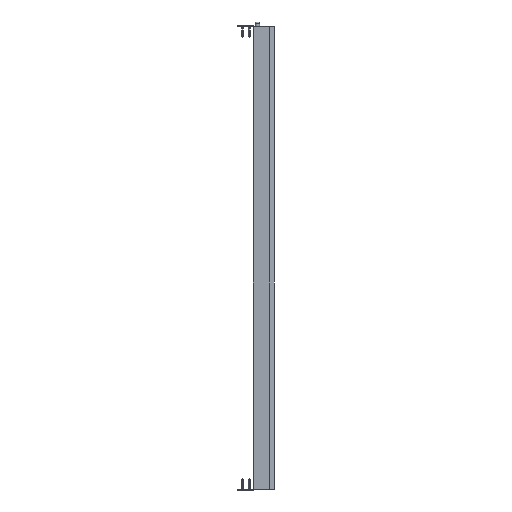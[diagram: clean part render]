
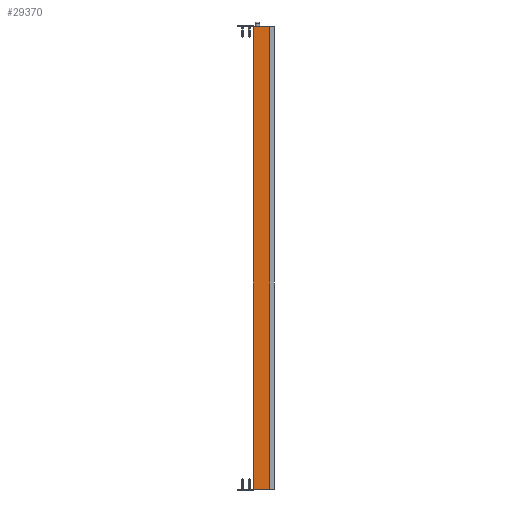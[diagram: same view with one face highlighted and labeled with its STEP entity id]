
A CAD part, left-side view. The second image highlights one B-rep face of the part: STEP entity #29370.
In plain terms, the highlighted planar face has unit normal (-1, 0.007, 0).
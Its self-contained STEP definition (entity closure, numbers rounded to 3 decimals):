
#752 = CARTESIAN_POINT ( 'NONE',  ( -6.382, -0.695, 0. ) ) ;
#1427 = VECTOR ( 'NONE', #33609, 1000. ) ;
#1474 = CARTESIAN_POINT ( 'NONE',  ( -6.382, -0.695, -832. ) ) ;
#2533 = ORIENTED_EDGE ( 'NONE', *, *, #9322, .T. ) ;
#3473 = EDGE_CURVE ( 'NONE', #20886, #41748, #11114, .T. ) ;
#7036 = AXIS2_PLACEMENT_3D ( 'NONE', #14784, #24840, #24625 ) ;
#9322 = EDGE_CURVE ( 'NONE', #12132, #20886, #36744, .T. ) ;
#10907 = CARTESIAN_POINT ( 'NONE',  ( -6.377, 0., -832. ) ) ;
#11114 = LINE ( 'NONE', #10907, #1427 ) ;
#12132 = VERTEX_POINT ( 'NONE', #752 ) ;
#13607 = CARTESIAN_POINT ( 'NONE',  ( -6.382, -0.695, -832. ) ) ;
#14122 = VECTOR ( 'NONE', #36538, 1000. ) ;
#14784 = CARTESIAN_POINT ( 'NONE',  ( -6.377, 0., -832. ) ) ;
#16859 = ORIENTED_EDGE ( 'NONE', *, *, #18194, .T. ) ;
#18194 = EDGE_CURVE ( 'NONE', #41748, #40337, #37217, .T. ) ;
#20602 = ORIENTED_EDGE ( 'NONE', *, *, #3473, .T. ) ;
#20886 = VERTEX_POINT ( 'NONE', #1474 ) ;
#24625 = DIRECTION ( 'NONE',  ( -0.007, -1., 0. ) ) ;
#24840 = DIRECTION ( 'NONE',  ( -1., 0.007, 0. ) ) ;
#27387 = CARTESIAN_POINT ( 'NONE',  ( -6.599, -29.85, -832. ) ) ;
#29370 = ADVANCED_FACE ( 'NONE', ( #37713 ), #34874, .T. ) ;
#30232 = DIRECTION ( 'NONE',  ( -0.007, -1., 0. ) ) ;
#30554 = EDGE_CURVE ( 'NONE', #12132, #40337, #41137, .T. ) ;
#32481 = VECTOR ( 'NONE', #36590, 1000. ) ;
#33609 = DIRECTION ( 'NONE',  ( -0.007, -1., 0. ) ) ;
#34791 = CARTESIAN_POINT ( 'NONE',  ( -6.599, -29.85, 0. ) ) ;
#34874 = PLANE ( 'NONE',  #7036 ) ;
#35185 = ORIENTED_EDGE ( 'NONE', *, *, #30554, .F. ) ;
#36538 = DIRECTION ( 'NONE',  ( 0., 0., -1. ) ) ;
#36590 = DIRECTION ( 'NONE',  ( 0., 0., 1. ) ) ;
#36744 = LINE ( 'NONE', #13607, #14122 ) ;
#37217 = LINE ( 'NONE', #40276, #32481 ) ;
#37643 = CARTESIAN_POINT ( 'NONE',  ( -6.377, 0., 0. ) ) ;
#37713 = FACE_OUTER_BOUND ( 'NONE', #43033, .T. ) ;
#37762 = VECTOR ( 'NONE', #30232, 1000. ) ;
#40276 = CARTESIAN_POINT ( 'NONE',  ( -6.599, -29.85, -832. ) ) ;
#40337 = VERTEX_POINT ( 'NONE', #34791 ) ;
#41137 = LINE ( 'NONE', #37643, #37762 ) ;
#41748 = VERTEX_POINT ( 'NONE', #27387 ) ;
#43033 = EDGE_LOOP ( 'NONE', ( #20602, #16859, #35185, #2533 ) ) ;
